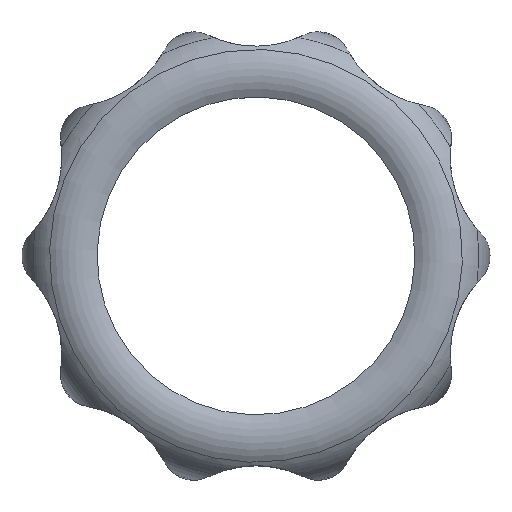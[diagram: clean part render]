
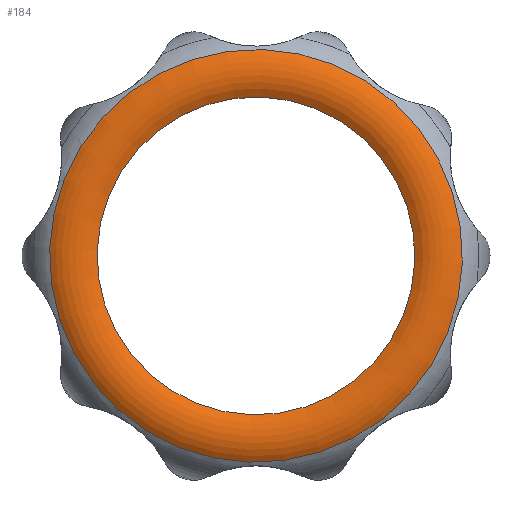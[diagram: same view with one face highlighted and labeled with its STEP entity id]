
A CAD part, top view. The second image highlights one B-rep face of the part: STEP entity #184.
In plain terms, the highlighted toroidal (fillet/blend) face has major radius 44.75 mm and minor radius 10.3 mm.
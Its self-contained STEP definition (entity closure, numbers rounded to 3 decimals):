
#184 = ADVANCED_FACE( '', ( #2453, #2454 ), #2455, .T. );
#2453 = FACE_OUTER_BOUND( '', #6753, .T. );
#2454 = FACE_OUTER_BOUND( '', #6754, .T. );
#2455 = TOROIDAL_SURFACE( '', #6755, 44.75, 10.3 );
#6753 = EDGE_LOOP( '', ( #13619 ) );
#6754 = EDGE_LOOP( '', ( #13620 ) );
#6755 = AXIS2_PLACEMENT_3D( '', #13621, #13622, #13623 );
#13619 = ORIENTED_EDGE( '', *, *, #32006, .F. );
#13620 = ORIENTED_EDGE( '', *, *, #31998, .T. );
#13621 = CARTESIAN_POINT( '', ( 0., 0., -8.546 ) );
#13622 = DIRECTION( '', ( 0., 0., 1. ) );
#13623 = DIRECTION( '', ( 0.309, -0.951, 0. ) );
#31998 = EDGE_CURVE( '', #40384, #40384, #40385, .T. );
#32006 = EDGE_CURVE( '', #40393, #40393, #40394, .T. );
#40384 = VERTEX_POINT( '', #58335 );
#40385 = CIRCLE( '', #58336, 50.658 );
#40393 = VERTEX_POINT( '', #58344 );
#40394 = CIRCLE( '', #58345, 39. );
#58335 = CARTESIAN_POINT( '', ( 15.654, -48.178, -0.108 ) );
#58336 = AXIS2_PLACEMENT_3D( '', #74438, #74439, #74440 );
#58344 = CARTESIAN_POINT( '', ( 12.052, -37.091, 0. ) );
#58345 = AXIS2_PLACEMENT_3D( '', #74462, #74463, #74464 );
#74438 = CARTESIAN_POINT( '', ( 0., 0., -0.108 ) );
#74439 = DIRECTION( '', ( 0., 0., 1. ) );
#74440 = DIRECTION( '', ( 0.309, -0.951, 0. ) );
#74462 = CARTESIAN_POINT( '', ( 0., 0., 0. ) );
#74463 = DIRECTION( '', ( 0., 0., 1. ) );
#74464 = DIRECTION( '', ( 0.309, -0.951, 0. ) );
